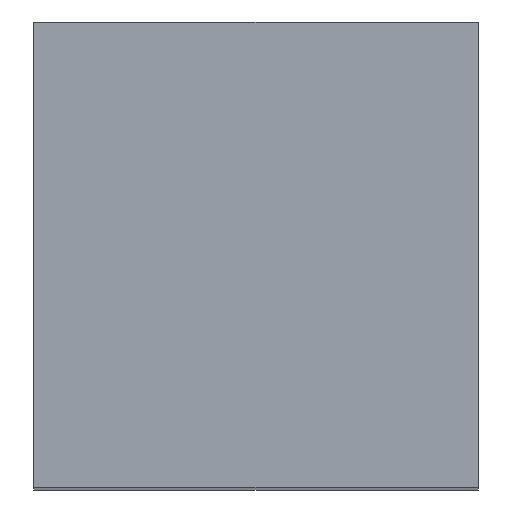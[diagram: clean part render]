
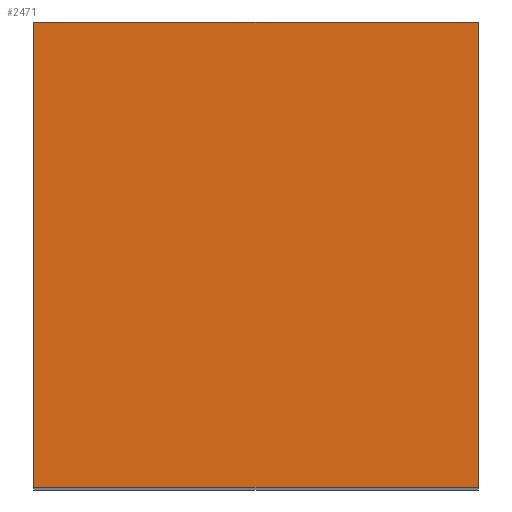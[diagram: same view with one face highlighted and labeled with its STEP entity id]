
A CAD part, top view. The second image highlights one B-rep face of the part: STEP entity #2471.
In plain terms, the highlighted planar face has unit normal (0, 0, 1).
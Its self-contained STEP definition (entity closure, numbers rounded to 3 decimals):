
#347=FACE_OUTER_BOUND('',#508,.T.);
#508=EDGE_LOOP('',(#2040,#2041,#2042,#2043));
#704=LINE('',#4338,#934);
#705=LINE('',#4340,#935);
#706=LINE('',#4342,#936);
#707=LINE('',#4343,#937);
#934=VECTOR('',#3362,10.);
#935=VECTOR('',#3363,10.);
#936=VECTOR('',#3364,10.);
#937=VECTOR('',#3365,10.);
#1166=VERTEX_POINT('',#4336);
#1167=VERTEX_POINT('',#4337);
#1168=VERTEX_POINT('',#4339);
#1169=VERTEX_POINT('',#4341);
#1469=EDGE_CURVE('',#1166,#1167,#704,.T.);
#1470=EDGE_CURVE('',#1167,#1168,#705,.T.);
#1471=EDGE_CURVE('',#1168,#1169,#706,.T.);
#1472=EDGE_CURVE('',#1169,#1166,#707,.T.);
#2040=ORIENTED_EDGE('',*,*,#1469,.T.);
#2041=ORIENTED_EDGE('',*,*,#1470,.T.);
#2042=ORIENTED_EDGE('',*,*,#1471,.T.);
#2043=ORIENTED_EDGE('',*,*,#1472,.T.);
#2333=PLANE('',#2788);
#2471=ADVANCED_FACE('',(#347),#2333,.T.);
#2788=AXIS2_PLACEMENT_3D('',#4335,#3360,#3361);
#3360=DIRECTION('center_axis',(0.,0.,1.));
#3361=DIRECTION('ref_axis',(1.,0.,0.));
#3362=DIRECTION('',(0.,1.,0.));
#3363=DIRECTION('',(-1.,0.,0.));
#3364=DIRECTION('',(0.,-1.,0.));
#3365=DIRECTION('',(1.,0.,0.));
#4335=CARTESIAN_POINT('Origin',(-254.349,-129.216,34.305));
#4336=CARTESIAN_POINT('',(-140.927,-247.88,34.305));
#4337=CARTESIAN_POINT('',(-140.927,-10.552,34.305));
#4338=CARTESIAN_POINT('',(-140.927,-129.216,34.305));
#4339=CARTESIAN_POINT('',(-367.77,-10.552,34.305));
#4340=CARTESIAN_POINT('',(-254.349,-10.552,34.305));
#4341=CARTESIAN_POINT('',(-367.77,-247.88,34.305));
#4342=CARTESIAN_POINT('',(-367.77,-129.216,34.305));
#4343=CARTESIAN_POINT('',(-254.349,-247.88,34.305));
